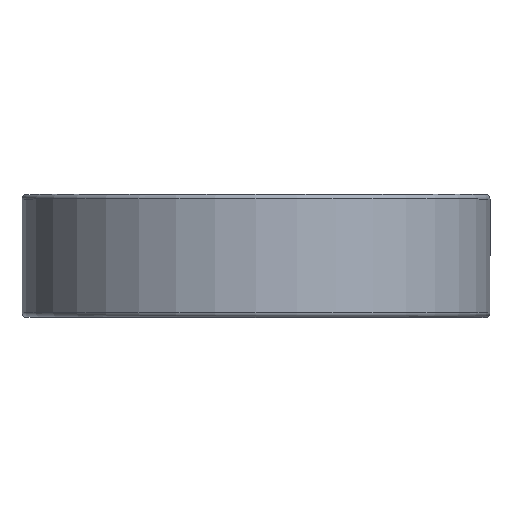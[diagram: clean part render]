
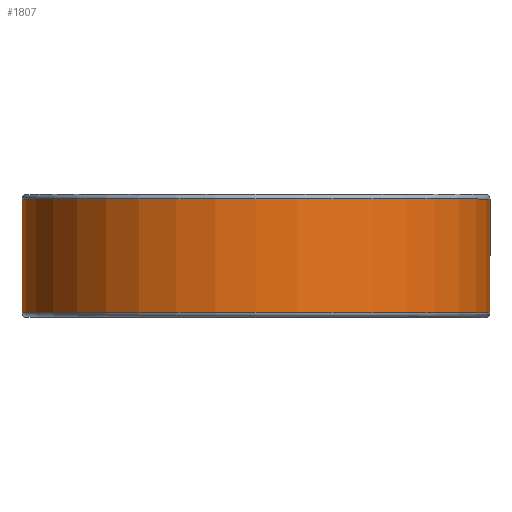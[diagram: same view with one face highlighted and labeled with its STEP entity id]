
A CAD part, top view. The second image highlights one B-rep face of the part: STEP entity #1807.
In plain terms, the highlighted cylindrical face has radius 39.319 mm (diameter 78.638 mm), a partial arc.
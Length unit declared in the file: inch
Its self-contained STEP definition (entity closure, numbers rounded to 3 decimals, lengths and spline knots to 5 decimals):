
#71 = EDGE_CURVE ( 'NONE', #246, #1458, #1046, .T. ) ;
#124 = DIRECTION ( 'NONE',  ( 0., 0., -1. ) ) ;
#246 = VERTEX_POINT ( 'NONE', #1514 ) ;
#316 = LINE ( 'NONE', #1038, #361 ) ;
#361 = VECTOR ( 'NONE', #2189, 39.37008 ) ;
#475 = CIRCLE ( 'NONE', #2214, 1.548 ) ;
#519 = DIRECTION ( 'NONE',  ( 0., -1., 0. ) ) ;
#535 = DIRECTION ( 'NONE',  ( 0., -1., 0. ) ) ;
#561 = CARTESIAN_POINT ( 'NONE',  ( 0., -0.37625, -1.548 ) ) ;
#569 = CARTESIAN_POINT ( 'NONE',  ( 1.548, -0.37625, 0. ) ) ;
#848 = DIRECTION ( 'NONE',  ( 0., 0., -1. ) ) ;
#880 = DIRECTION ( 'NONE',  ( 0., -1., 0. ) ) ;
#900 = AXIS2_PLACEMENT_3D ( 'NONE', #1400, #535, #124 ) ;
#902 = VERTEX_POINT ( 'NONE', #569 ) ;
#944 = CARTESIAN_POINT ( 'NONE',  ( 0., 0.37625, -1.548 ) ) ;
#949 = DIRECTION ( 'NONE',  ( 0., 1., 0. ) ) ;
#966 = AXIS2_PLACEMENT_3D ( 'NONE', #1019, #880, #848 ) ;
#1019 = CARTESIAN_POINT ( 'NONE',  ( 0., 0.37625, 0. ) ) ;
#1038 = CARTESIAN_POINT ( 'NONE',  ( 1.548, 0.37625, 0. ) ) ;
#1046 = CIRCLE ( 'NONE', #966, 1.548 ) ;
#1091 = CARTESIAN_POINT ( 'NONE',  ( 0., 0.37625, -1.548 ) ) ;
#1201 = ORIENTED_EDGE ( 'NONE', *, *, #71, .T. ) ;
#1205 = EDGE_CURVE ( 'NONE', #902, #246, #316, .T. ) ;
#1281 = CYLINDRICAL_SURFACE ( 'NONE', #900, 1.548 ) ;
#1399 = FACE_OUTER_BOUND ( 'NONE', #1680, .T. ) ;
#1400 = CARTESIAN_POINT ( 'NONE',  ( 0., 0.375, 0. ) ) ;
#1458 = VERTEX_POINT ( 'NONE', #1091 ) ;
#1514 = CARTESIAN_POINT ( 'NONE',  ( 1.548, 0.37625, 0. ) ) ;
#1539 = EDGE_CURVE ( 'NONE', #1911, #1458, #1835, .T. ) ;
#1575 = CARTESIAN_POINT ( 'NONE',  ( 0., -0.37625, 0. ) ) ;
#1680 = EDGE_LOOP ( 'NONE', ( #1715, #1201, #2169, #1985 ) ) ;
#1691 = EDGE_CURVE ( 'NONE', #902, #1911, #475, .T. ) ;
#1715 = ORIENTED_EDGE ( 'NONE', *, *, #1205, .T. ) ;
#1768 = DIRECTION ( 'NONE',  ( 0., 0., -1. ) ) ;
#1807 = ADVANCED_FACE ( 'NONE', ( #1399 ), #1281, .T. ) ;
#1830 = VECTOR ( 'NONE', #949, 39.37008 ) ;
#1835 = LINE ( 'NONE', #944, #1830 ) ;
#1911 = VERTEX_POINT ( 'NONE', #561 ) ;
#1985 = ORIENTED_EDGE ( 'NONE', *, *, #1691, .F. ) ;
#2169 = ORIENTED_EDGE ( 'NONE', *, *, #1539, .F. ) ;
#2189 = DIRECTION ( 'NONE',  ( 0., 1., 0. ) ) ;
#2214 = AXIS2_PLACEMENT_3D ( 'NONE', #1575, #519, #1768 ) ;
